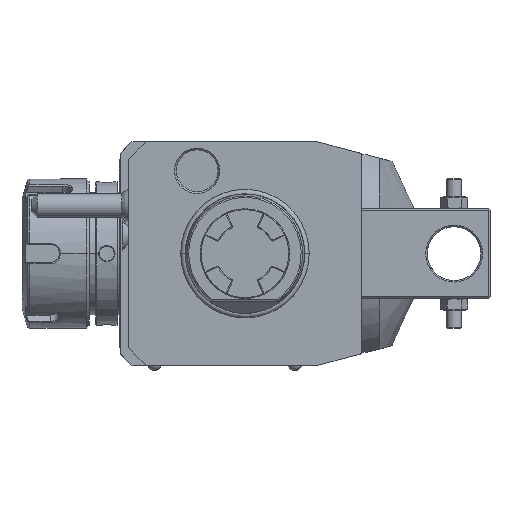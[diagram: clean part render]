
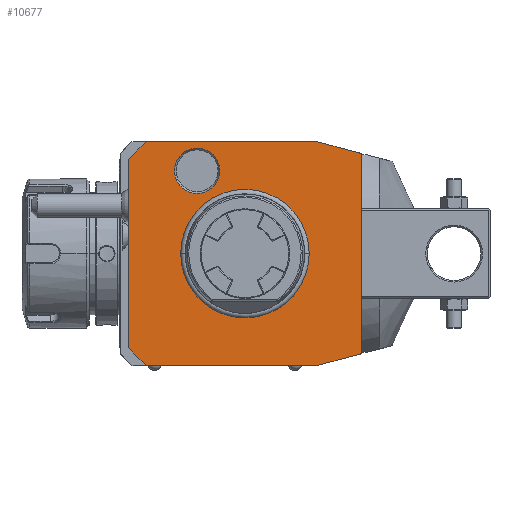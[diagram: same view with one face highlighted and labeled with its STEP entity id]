
A CAD part, front view. The second image highlights one B-rep face of the part: STEP entity #10677.
In plain terms, the highlighted planar face has unit normal (0, -1, 0).
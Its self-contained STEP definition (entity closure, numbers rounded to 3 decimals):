
#1=DIRECTION('',(-0.966,0.,0.259));
#2=VECTOR('',#1,15.529);
#3=CARTESIAN_POINT('',(39.,0.,33.481));
#4=LINE('',#3,#2);
#5=DIRECTION('',(0.,0.,1.));
#6=VECTOR('',#5,66.962);
#7=CARTESIAN_POINT('',(39.,0.,-33.481));
#8=LINE('',#7,#6);
#9=DIRECTION('',(0.966,0.,0.259));
#10=VECTOR('',#9,15.529);
#11=CARTESIAN_POINT('',(24.,0.,-37.5));
#12=LINE('',#11,#10);
#13=DIRECTION('',(1.,0.,0.));
#14=VECTOR('',#13,57.);
#15=CARTESIAN_POINT('',(-33.,0.,-37.5));
#16=LINE('',#15,#14);
#17=DIRECTION('',(0.707,0.,-0.707));
#18=VECTOR('',#17,8.485);
#19=CARTESIAN_POINT('',(-39.,0.,-31.5));
#20=LINE('',#19,#18);
#21=DIRECTION('',(0.,0.,-1.));
#22=VECTOR('',#21,63.);
#23=CARTESIAN_POINT('',(-39.,0.,31.5));
#24=LINE('',#23,#22);
#25=DIRECTION('',(-0.707,0.,-0.707));
#26=VECTOR('',#25,8.485);
#27=CARTESIAN_POINT('',(-33.,0.,37.5));
#28=LINE('',#27,#26);
#29=DIRECTION('',(-1.,0.,0.));
#30=VECTOR('',#29,57.);
#31=CARTESIAN_POINT('',(24.,0.,37.5));
#32=LINE('',#31,#30);
#33=CARTESIAN_POINT('',(-16.,0.,27.713));
#34=DIRECTION('',(0.,1.,0.));
#35=DIRECTION('',(1.,0.,0.));
#36=AXIS2_PLACEMENT_3D('',#33,#34,#35);
#38=CARTESIAN_POINT('',(-16.,0.,27.713));
#39=DIRECTION('',(0.,1.,0.));
#40=DIRECTION('',(-1.,0.,0.));
#41=AXIS2_PLACEMENT_3D('',#38,#39,#40);
#7558=CARTESIAN_POINT('',(0.,0.,0.));
#7559=DIRECTION('',(0.,1.,0.));
#7560=DIRECTION('',(-1.,0.,0.));
#7561=AXIS2_PLACEMENT_3D('',#7558,#7559,#7560);
#7563=CARTESIAN_POINT('',(0.,0.,0.));
#7564=DIRECTION('',(0.,1.,0.));
#7565=DIRECTION('',(1.,0.,0.));
#7566=AXIS2_PLACEMENT_3D('',#7563,#7564,#7565);
#9595=CARTESIAN_POINT('',(-8.423,0.,27.713));
#9596=CARTESIAN_POINT('',(-23.577,0.,27.713));
#9597=VERTEX_POINT('',#9595);
#9598=VERTEX_POINT('',#9596);
#10454=CARTESIAN_POINT('',(39.,0.,33.481));
#10455=CARTESIAN_POINT('',(24.,0.,37.5));
#10456=VERTEX_POINT('',#10454);
#10457=VERTEX_POINT('',#10455);
#10458=CARTESIAN_POINT('',(-33.,0.,37.5));
#10459=VERTEX_POINT('',#10458);
#10460=CARTESIAN_POINT('',(-39.,0.,31.5));
#10461=VERTEX_POINT('',#10460);
#10462=CARTESIAN_POINT('',(-39.,0.,-31.5));
#10463=VERTEX_POINT('',#10462);
#10464=CARTESIAN_POINT('',(-33.,0.,-37.5));
#10465=VERTEX_POINT('',#10464);
#10466=CARTESIAN_POINT('',(24.,0.,-37.5));
#10467=VERTEX_POINT('',#10466);
#10468=CARTESIAN_POINT('',(39.,0.,-33.481));
#10469=VERTEX_POINT('',#10468);
#10534=CARTESIAN_POINT('',(-21.137,0.,0.));
#10535=CARTESIAN_POINT('',(21.137,0.,0.));
#10536=VERTEX_POINT('',#10534);
#10537=VERTEX_POINT('',#10535);
#10642=CARTESIAN_POINT('',(0.,0.,0.));
#10643=DIRECTION('',(0.,-1.,0.));
#10644=DIRECTION('',(-1.,0.,0.));
#10645=AXIS2_PLACEMENT_3D('',#10642,#10643,#10644);
#10646=PLANE('',#10645);
#10648=ORIENTED_EDGE('',*,*,#10647,.F.);
#10650=ORIENTED_EDGE('',*,*,#10649,.F.);
#10652=ORIENTED_EDGE('',*,*,#10651,.F.);
#10654=ORIENTED_EDGE('',*,*,#10653,.F.);
#10656=ORIENTED_EDGE('',*,*,#10655,.F.);
#10658=ORIENTED_EDGE('',*,*,#10657,.F.);
#10660=ORIENTED_EDGE('',*,*,#10659,.F.);
#10662=ORIENTED_EDGE('',*,*,#10661,.F.);
#10663=EDGE_LOOP('',(#10648,#10650,#10652,#10654,#10656,#10658,#10660,#10662));
#10664=FACE_OUTER_BOUND('',#10663,.F.);
#10666=ORIENTED_EDGE('',*,*,#10665,.F.);
#10668=ORIENTED_EDGE('',*,*,#10667,.F.);
#10669=EDGE_LOOP('',(#10666,#10668));
#10670=FACE_BOUND('',#10669,.F.);
#10672=ORIENTED_EDGE('',*,*,#10671,.F.);
#10674=ORIENTED_EDGE('',*,*,#10673,.F.);
#10675=EDGE_LOOP('',(#10672,#10674));
#10676=FACE_BOUND('',#10675,.F.);
#37=CIRCLE('',#36,7.577);
#42=CIRCLE('',#41,7.577);
#7562=CIRCLE('',#7561,21.137);
#7567=CIRCLE('',#7566,21.137);
#10647=EDGE_CURVE('',#10456,#10457,#4,.T.);
#10649=EDGE_CURVE('',#10469,#10456,#8,.T.);
#10651=EDGE_CURVE('',#10467,#10469,#12,.T.);
#10653=EDGE_CURVE('',#10465,#10467,#16,.T.);
#10655=EDGE_CURVE('',#10463,#10465,#20,.T.);
#10657=EDGE_CURVE('',#10461,#10463,#24,.T.);
#10659=EDGE_CURVE('',#10459,#10461,#28,.T.);
#10661=EDGE_CURVE('',#10457,#10459,#32,.T.);
#10665=EDGE_CURVE('',#10536,#10537,#7562,.T.);
#10667=EDGE_CURVE('',#10537,#10536,#7567,.T.);
#10671=EDGE_CURVE('',#9597,#9598,#37,.T.);
#10673=EDGE_CURVE('',#9598,#9597,#42,.T.);
#10677=ADVANCED_FACE('',(#10664,#10670,#10676),#10646,.T.);
